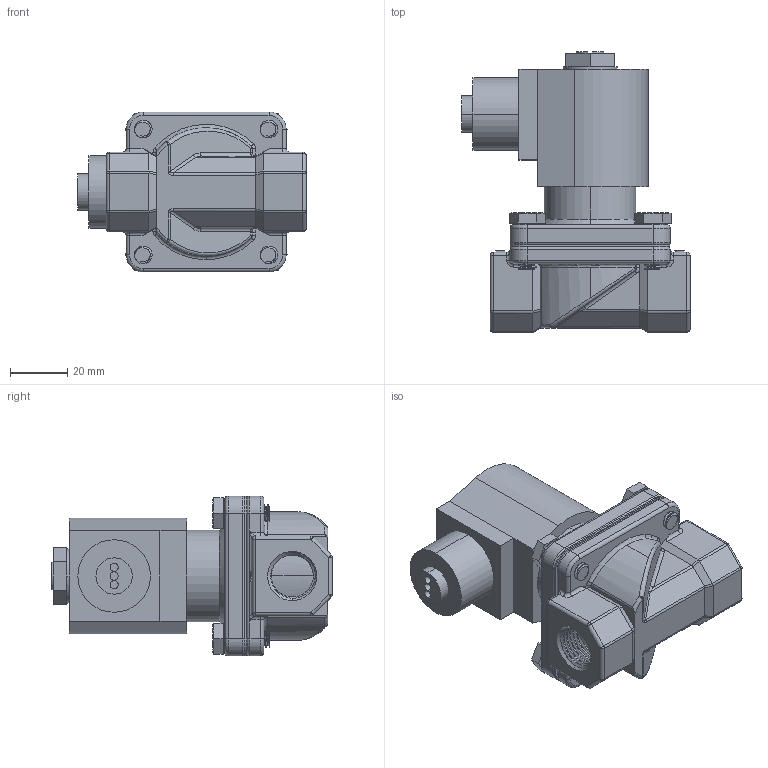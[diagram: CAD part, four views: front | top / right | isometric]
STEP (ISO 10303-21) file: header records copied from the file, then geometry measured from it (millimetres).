
FILE_DESCRIPTION (( 'STEP AP203' ), '1' );
FILE_NAME ('S201G_C.STEP', '2022-01-25T16:49:54', ( '' ), ( '' ), 'SwSTEP 2.0', 'SolidWorks 2020', '' );
FILE_SCHEMA (( 'CONFIG_CONTROL_DESIGN' ));
Length unit declared in the file: inch
Products named in the file (1): S201G_C
Bounding box: 79.91 x 98.22 x 56.01 mm (x, y, z)
Volume: 170691.1 mm3; surface area: 28352.8 mm2
Topology: 1 solids, 1 shells, 474 faces, 1178 edges, 725 vertices
Faces by surface type: cylinder 182, plane 170, bspline 54, torus 35, cone 17, sphere 16
Entity records: 26634 total; most frequent: CARTESIAN_POINT 16150, ORIENTED_EDGE 2336, DIRECTION 1994, EDGE_CURVE 1168, AXIS2_PLACEMENT_3D 729, VERTEX_POINT 725, LINE 536, VECTOR 536
